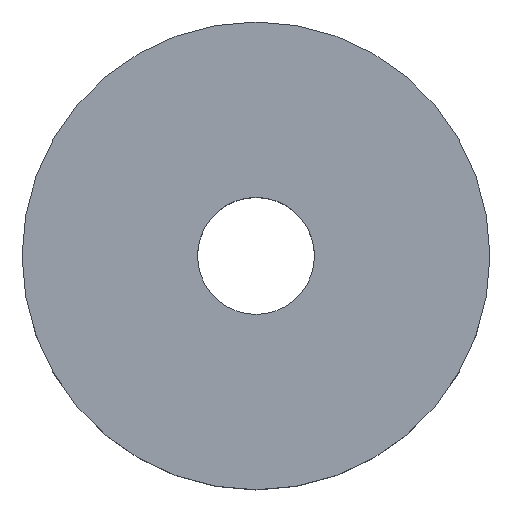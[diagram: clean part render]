
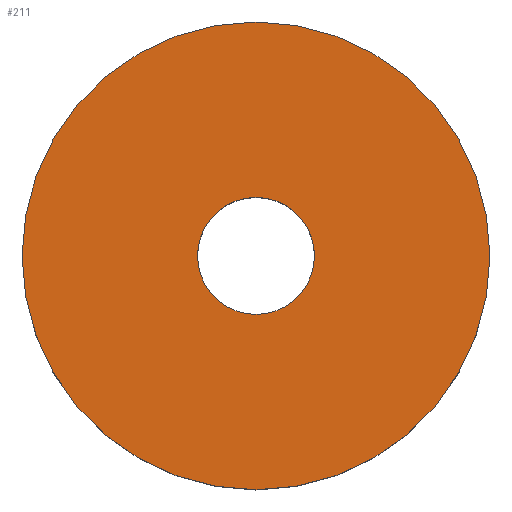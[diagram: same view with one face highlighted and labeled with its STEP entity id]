
A CAD part, top view. The second image highlights one B-rep face of the part: STEP entity #211.
In plain terms, the highlighted planar face has unit normal (0, 0, 1).
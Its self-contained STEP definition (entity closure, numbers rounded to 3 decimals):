
#3 = DIRECTION ( 'NONE',  ( 0., 0., 1. ) ) ;
#4 = DIRECTION ( 'NONE',  ( 1., 0., 0. ) ) ;
#6 = CARTESIAN_POINT ( 'NONE',  ( -20., 0., 10. ) ) ;
#9 = CIRCLE ( 'NONE', #207, 20. ) ;
#11 = VERTEX_POINT ( 'NONE', #136 ) ;
#14 = CIRCLE ( 'NONE', #149, 20. ) ;
#24 = CARTESIAN_POINT ( 'NONE',  ( 0., 0., 10. ) ) ;
#25 = DIRECTION ( 'NONE',  ( 0., 0., 1. ) ) ;
#28 = CARTESIAN_POINT ( 'NONE',  ( 0., 0., 10. ) ) ;
#44 = EDGE_CURVE ( 'NONE', #195, #107, #14, .T. ) ;
#45 = DIRECTION ( 'NONE',  ( 1., 0., 0. ) ) ;
#46 = PLANE ( 'NONE',  #78 ) ;
#63 = CARTESIAN_POINT ( 'NONE',  ( 0., 0., 10. ) ) ;
#66 = DIRECTION ( 'NONE',  ( 0., 0., 1. ) ) ;
#71 = ORIENTED_EDGE ( 'NONE', *, *, #173, .F. ) ;
#74 = AXIS2_PLACEMENT_3D ( 'NONE', #178, #198, #199 ) ;
#78 = AXIS2_PLACEMENT_3D ( 'NONE', #226, #66, #109 ) ;
#81 = DIRECTION ( 'NONE',  ( 0., 0., 1. ) ) ;
#96 = CIRCLE ( 'NONE', #74, 5. ) ;
#107 = VERTEX_POINT ( 'NONE', #6 ) ;
#109 = DIRECTION ( 'NONE',  ( 1., 0., 0. ) ) ;
#112 = EDGE_CURVE ( 'NONE', #107, #195, #9, .T. ) ;
#116 = EDGE_LOOP ( 'NONE', ( #71, #233 ) ) ;
#118 = EDGE_LOOP ( 'NONE', ( #121, #188 ) ) ;
#121 = ORIENTED_EDGE ( 'NONE', *, *, #112, .T. ) ;
#135 = EDGE_CURVE ( 'NONE', #11, #170, #159, .T. ) ;
#136 = CARTESIAN_POINT ( 'NONE',  ( -5., 0., 10. ) ) ;
#149 = AXIS2_PLACEMENT_3D ( 'NONE', #24, #3, #4 ) ;
#159 = CIRCLE ( 'NONE', #245, 5. ) ;
#170 = VERTEX_POINT ( 'NONE', #180 ) ;
#173 = EDGE_CURVE ( 'NONE', #170, #11, #96, .T. ) ;
#176 = CARTESIAN_POINT ( 'NONE',  ( 20., 0., 10. ) ) ;
#178 = CARTESIAN_POINT ( 'NONE',  ( 0., 0., 10. ) ) ;
#180 = CARTESIAN_POINT ( 'NONE',  ( 5., 0., 10. ) ) ;
#188 = ORIENTED_EDGE ( 'NONE', *, *, #44, .T. ) ;
#192 = FACE_OUTER_BOUND ( 'NONE', #118, .T. ) ;
#195 = VERTEX_POINT ( 'NONE', #176 ) ;
#198 = DIRECTION ( 'NONE',  ( 0., 0., 1. ) ) ;
#199 = DIRECTION ( 'NONE',  ( 1., 0., 0. ) ) ;
#202 = DIRECTION ( 'NONE',  ( 1., 0., 0. ) ) ;
#207 = AXIS2_PLACEMENT_3D ( 'NONE', #28, #81, #202 ) ;
#211 = ADVANCED_FACE ( 'NONE', ( #241, #192 ), #46, .T. ) ;
#226 = CARTESIAN_POINT ( 'NONE',  ( 0., 0., 10. ) ) ;
#233 = ORIENTED_EDGE ( 'NONE', *, *, #135, .F. ) ;
#241 = FACE_BOUND ( 'NONE', #116, .T. ) ;
#245 = AXIS2_PLACEMENT_3D ( 'NONE', #63, #25, #45 ) ;
